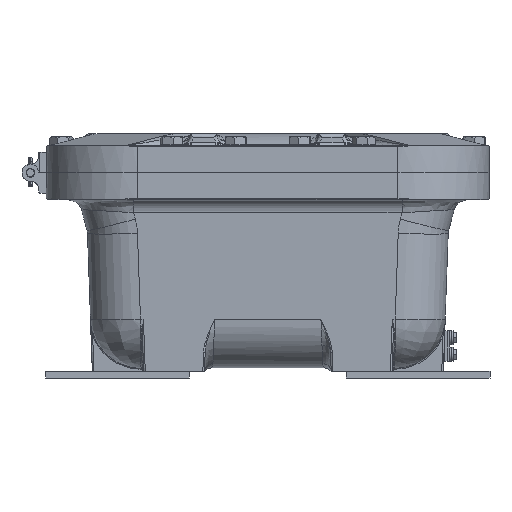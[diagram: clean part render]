
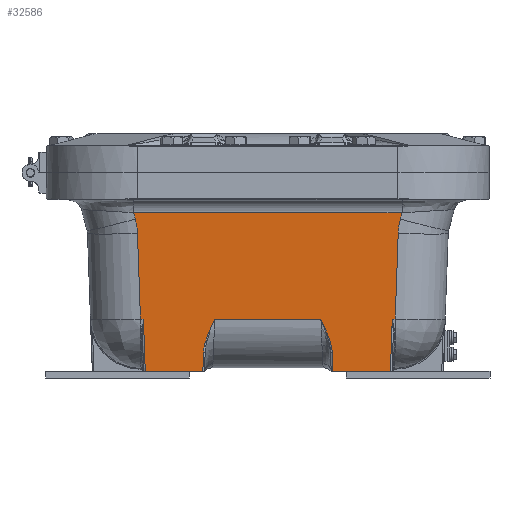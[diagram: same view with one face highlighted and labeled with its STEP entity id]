
A CAD part, front view. The second image highlights one B-rep face of the part: STEP entity #32586.
In plain terms, the highlighted planar face has unit normal (0, -0.999, -0.035).
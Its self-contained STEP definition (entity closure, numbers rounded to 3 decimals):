
#1164=ELLIPSE('',#35143,2.351,2.35);
#1165=ELLIPSE('',#35144,2.351,2.35);
#1166=ELLIPSE('',#35145,4.37,1.631);
#2245=PLANE('',#35142);
#3057=LINE('',#45230,#5430);
#3060=LINE('',#45239,#5433);
#3152=LINE('',#46854,#5525);
#3160=LINE('',#46880,#5533);
#3161=LINE('',#46884,#5534);
#3162=LINE('',#46886,#5535);
#3163=LINE('',#46888,#5536);
#3164=LINE('',#46892,#5537);
#3165=LINE('',#46893,#5538);
#3166=LINE('',#46895,#5539);
#3167=LINE('',#46897,#5540);
#3168=LINE('',#46899,#5541);
#3169=LINE('',#46910,#5542);
#3170=LINE('',#46922,#5543);
#5430=VECTOR('',#37651,0.394);
#5433=VECTOR('',#37660,0.394);
#5525=VECTOR('',#38022,0.394);
#5533=VECTOR('',#38044,0.394);
#5534=VECTOR('',#38047,0.394);
#5535=VECTOR('',#38048,0.394);
#5536=VECTOR('',#38049,0.394);
#5537=VECTOR('',#38052,0.394);
#5538=VECTOR('',#38053,0.394);
#5539=VECTOR('',#38054,0.394);
#5540=VECTOR('',#38055,0.394);
#5541=VECTOR('',#38056,0.394);
#5542=VECTOR('',#38057,0.394);
#5543=VECTOR('',#38060,0.394);
#7815=B_SPLINE_CURVE_WITH_KNOTS('',3,(#46901,#46902,#46903,#46904,#46905,
#46906,#46907,#46908),.UNSPECIFIED.,.F.,.F.,(4,2,1,1,4),(-0.003,
0.,1.297,1.945,3.242),.UNSPECIFIED.);
#7816=B_SPLINE_CURVE_WITH_KNOTS('',3,(#46912,#46913,#46914,#46915,#46916,
#46917,#46918,#46919),.UNSPECIFIED.,.F.,.F.,(4,1,1,2,4),(0.,0.583,
1.167,2.917,2.919),.UNSPECIFIED.);
#9884=FACE_OUTER_BOUND('',#11895,.T.);
#11895=EDGE_LOOP('',(#23386,#23387,#23388,#23389,#23390,#23391,#23392,#23393,
#23394,#23395,#23396,#23397,#23398,#23399,#23400,#23401,#23402,#23403,#23404));
#14993=VERTEX_POINT('',#45104);
#15001=VERTEX_POINT('',#45229);
#15004=VERTEX_POINT('',#45237);
#15013=VERTEX_POINT('',#45461);
#15143=VERTEX_POINT('',#46853);
#15154=VERTEX_POINT('',#46879);
#15155=VERTEX_POINT('',#46881);
#15156=VERTEX_POINT('',#46883);
#15157=VERTEX_POINT('',#46885);
#15158=VERTEX_POINT('',#46887);
#15159=VERTEX_POINT('',#46889);
#15160=VERTEX_POINT('',#46891);
#15161=VERTEX_POINT('',#46894);
#15162=VERTEX_POINT('',#46896);
#15163=VERTEX_POINT('',#46898);
#15164=VERTEX_POINT('',#46900);
#15165=VERTEX_POINT('',#46909);
#15166=VERTEX_POINT('',#46911);
#15167=VERTEX_POINT('',#46920);
#18161=EDGE_CURVE('',#14993,#15001,#3057,.T.);
#18166=EDGE_CURVE('',#15004,#14993,#3060,.T.);
#18378=EDGE_CURVE('',#15143,#15001,#3152,.F.);
#18391=EDGE_CURVE('',#15154,#15004,#3160,.T.);
#18392=EDGE_CURVE('',#15155,#15154,#1164,.T.);
#18393=EDGE_CURVE('',#15156,#15155,#3161,.T.);
#18394=EDGE_CURVE('',#15157,#15156,#3162,.T.);
#18395=EDGE_CURVE('',#15158,#15157,#3163,.T.);
#18396=EDGE_CURVE('',#15159,#15158,#1165,.T.);
#18397=EDGE_CURVE('',#15160,#15159,#3164,.T.);
#18398=EDGE_CURVE('',#15013,#15160,#3165,.T.);
#18399=EDGE_CURVE('',#15161,#15013,#3166,.T.);
#18400=EDGE_CURVE('',#15162,#15161,#3167,.T.);
#18401=EDGE_CURVE('',#15163,#15162,#3168,.T.);
#18402=EDGE_CURVE('',#15164,#15163,#7815,.T.);
#18403=EDGE_CURVE('',#15165,#15164,#3169,.T.);
#18404=EDGE_CURVE('',#15166,#15165,#7816,.T.);
#18405=EDGE_CURVE('',#15167,#15166,#1166,.T.);
#18406=EDGE_CURVE('',#15143,#15167,#3170,.T.);
#23386=ORIENTED_EDGE('',*,*,#18161,.F.);
#23387=ORIENTED_EDGE('',*,*,#18166,.F.);
#23388=ORIENTED_EDGE('',*,*,#18391,.F.);
#23389=ORIENTED_EDGE('',*,*,#18392,.F.);
#23390=ORIENTED_EDGE('',*,*,#18393,.F.);
#23391=ORIENTED_EDGE('',*,*,#18394,.F.);
#23392=ORIENTED_EDGE('',*,*,#18395,.F.);
#23393=ORIENTED_EDGE('',*,*,#18396,.F.);
#23394=ORIENTED_EDGE('',*,*,#18397,.F.);
#23395=ORIENTED_EDGE('',*,*,#18398,.F.);
#23396=ORIENTED_EDGE('',*,*,#18399,.F.);
#23397=ORIENTED_EDGE('',*,*,#18400,.F.);
#23398=ORIENTED_EDGE('',*,*,#18401,.F.);
#23399=ORIENTED_EDGE('',*,*,#18402,.F.);
#23400=ORIENTED_EDGE('',*,*,#18403,.F.);
#23401=ORIENTED_EDGE('',*,*,#18404,.F.);
#23402=ORIENTED_EDGE('',*,*,#18405,.F.);
#23403=ORIENTED_EDGE('',*,*,#18406,.F.);
#23404=ORIENTED_EDGE('',*,*,#18378,.T.);
#32586=ADVANCED_FACE('',(#9884),#2245,.T.);
#35142=AXIS2_PLACEMENT_3D('',#46878,#38042,#38043);
#35143=AXIS2_PLACEMENT_3D('',#46882,#38045,#38046);
#35144=AXIS2_PLACEMENT_3D('',#46890,#38050,#38051);
#35145=AXIS2_PLACEMENT_3D('',#46921,#38058,#38059);
#37651=DIRECTION('',(-0.035,0.035,-0.999));
#37660=DIRECTION('',(-1.,0.,0.));
#38022=DIRECTION('',(-1.,0.,0.));
#38042=DIRECTION('center_axis',(0.,-0.999,
-0.035));
#38043=DIRECTION('ref_axis',(0.,0.035,-0.999));
#38044=DIRECTION('',(-0.035,0.035,-0.999));
#38045=DIRECTION('center_axis',(0.,-0.999,
-0.035));
#38046=DIRECTION('ref_axis',(0.,-0.035,0.999));
#38047=DIRECTION('',(-0.259,0.034,-0.965));
#38048=DIRECTION('',(1.,0.,0.));
#38049=DIRECTION('',(-0.259,-0.034,0.965));
#38050=DIRECTION('center_axis',(0.,-0.999,
-0.035));
#38051=DIRECTION('ref_axis',(0.,-0.035,0.999));
#38052=DIRECTION('',(-0.035,-0.035,0.999));
#38053=DIRECTION('',(-1.,0.,0.));
#38054=DIRECTION('',(-0.035,-0.035,0.999));
#38055=DIRECTION('',(-1.,0.,0.));
#38056=DIRECTION('',(-0.035,0.035,-0.999));
#38057=DIRECTION('',(-1.,0.,0.));
#38058=DIRECTION('center_axis',(0.,-0.999,
-0.035));
#38059=DIRECTION('ref_axis',(0.785,0.022,-0.619));
#38060=DIRECTION('',(-0.035,-0.035,0.999));
#45104=CARTESIAN_POINT('',(4.601,-9.498,1.81));
#45229=CARTESIAN_POINT('',(4.534,-9.431,-0.125));
#45230=CARTESIAN_POINT('',(4.637,-9.534,2.817));
#45237=CARTESIAN_POINT('',(4.712,-9.498,1.81));
#45239=CARTESIAN_POINT('',(-3.358,-9.498,1.81));
#45461=CARTESIAN_POINT('',(-4.601,-9.498,1.81));
#46853=CARTESIAN_POINT('',(2.404,-9.431,-0.125));
#46854=CARTESIAN_POINT('',(-1.189,-9.431,-0.125));
#46878=CARTESIAN_POINT('Origin',(-6.715,-9.653,6.222));
#46879=CARTESIAN_POINT('',(4.823,-9.609,4.979));
#46880=CARTESIAN_POINT('',(4.86,-9.647,6.052));
#46881=CARTESIAN_POINT('',(4.901,-9.627,5.505));
#46882=CARTESIAN_POINT('Origin',(7.171,-9.606,4.897));
#46883=CARTESIAN_POINT('',(4.964,-9.636,5.739));
#46884=CARTESIAN_POINT('',(4.661,-9.596,4.61));
#46885=CARTESIAN_POINT('',(-4.964,-9.636,5.739));
#46886=CARTESIAN_POINT('',(-3.358,-9.636,5.739));
#46887=CARTESIAN_POINT('',(-4.901,-9.627,5.505));
#46888=CARTESIAN_POINT('',(-5.069,-9.649,6.13));
#46889=CARTESIAN_POINT('',(-4.823,-9.609,4.979));
#46890=CARTESIAN_POINT('Origin',(-7.171,-9.606,4.897));
#46891=CARTESIAN_POINT('',(-4.712,-9.498,1.81));
#46892=CARTESIAN_POINT('',(-4.857,-9.643,5.95));
#46893=CARTESIAN_POINT('',(-3.358,-9.498,1.81));
#46894=CARTESIAN_POINT('',(-4.534,-9.431,-0.125));
#46895=CARTESIAN_POINT('',(-4.646,-9.543,3.088));
#46896=CARTESIAN_POINT('',(-2.404,-9.431,-0.125));
#46897=CARTESIAN_POINT('',(-5.526,-9.431,-0.125));
#46898=CARTESIAN_POINT('',(-2.379,-9.456,0.586));
#46899=CARTESIAN_POINT('',(-2.297,-9.537,2.918));
#46900=CARTESIAN_POINT('',(-1.964,-9.498,1.785));
#46901=CARTESIAN_POINT('Ctrl Pts',(-1.964,-9.498,
1.785));
#46902=CARTESIAN_POINT('Ctrl Pts',(-1.964,-9.498,
1.785));
#46903=CARTESIAN_POINT('Ctrl Pts',(-1.965,-9.498,
1.785));
#46904=CARTESIAN_POINT('Ctrl Pts',(-2.041,-9.492,
1.632));
#46905=CARTESIAN_POINT('Ctrl Pts',(-2.155,-9.484,
1.403));
#46906=CARTESIAN_POINT('Ctrl Pts',(-2.311,-9.47,
1.008));
#46907=CARTESIAN_POINT('Ctrl Pts',(-2.373,-9.462,0.756));
#46908=CARTESIAN_POINT('Ctrl Pts',(-2.379,-9.456,
0.586));
#46909=CARTESIAN_POINT('',(1.964,-9.498,1.785));
#46910=CARTESIAN_POINT('',(-3.358,-9.498,1.785));
#46911=CARTESIAN_POINT('',(2.368,-9.46,0.715));
#46912=CARTESIAN_POINT('Ctrl Pts',(2.368,-9.46,0.715));
#46913=CARTESIAN_POINT('Ctrl Pts',(2.358,-9.463,0.791));
#46914=CARTESIAN_POINT('Ctrl Pts',(2.325,-9.468,0.941));
#46915=CARTESIAN_POINT('Ctrl Pts',(2.205,-9.481,1.305));
#46916=CARTESIAN_POINT('Ctrl Pts',(2.067,-9.49,1.579));
#46917=CARTESIAN_POINT('Ctrl Pts',(1.965,-9.498,1.785));
#46918=CARTESIAN_POINT('Ctrl Pts',(1.964,-9.498,1.785));
#46919=CARTESIAN_POINT('Ctrl Pts',(1.964,-9.498,1.785));
#46920=CARTESIAN_POINT('',(2.379,-9.456,0.586));
#46921=CARTESIAN_POINT('Origin',(-1.198,-9.532,2.778));
#46922=CARTESIAN_POINT('',(2.287,-9.547,3.208));
